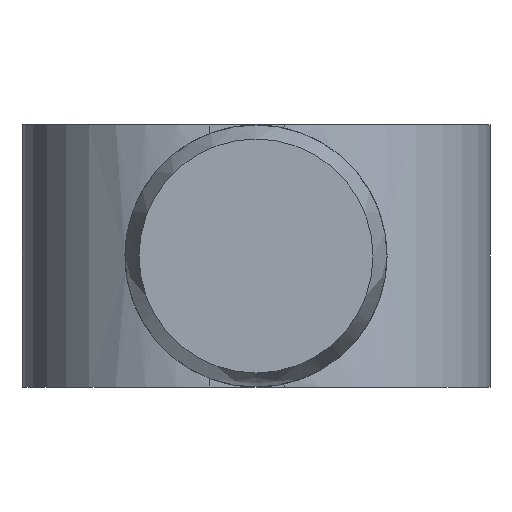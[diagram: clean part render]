
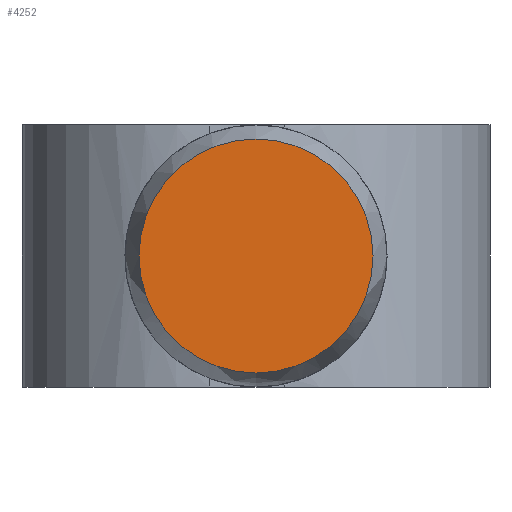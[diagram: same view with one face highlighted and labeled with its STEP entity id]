
A CAD part, left-side view. The second image highlights one B-rep face of the part: STEP entity #4252.
In plain terms, the highlighted planar face has unit normal (-1, 0, 0).
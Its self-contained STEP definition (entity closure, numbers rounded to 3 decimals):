
#1170=PLANE($,#4509);
#1329=FACE_OUTER_BOUND($,#1575,.T.);
#1575=EDGE_LOOP($,(#2967));
#1845=CIRCLE($,#4501,6.25);
#1869=VERTEX_POINT($,#5372);
#2305=EDGE_CURVE($,#1869,#1869,#1845,.T.);
#2967=ORIENTED_EDGE($,*,*,#2305,.F.);
#4252=ADVANCED_FACE($,(#1329),#1170,.F.);
#4501=AXIS2_PLACEMENT_3D($,#5373,#4665,#4666);
#4509=AXIS2_PLACEMENT_3D($,#5456,#4681,#4682);
#4665=DIRECTION('center_axis',(1.,0.,0.));
#4666=DIRECTION('ref_axis',(0.,0.,-1.));
#4681=DIRECTION('center_axis',(1.,0.,0.));
#4682=DIRECTION('ref_axis',(0.,0.,-1.));
#5372=CARTESIAN_POINT('',(-118.5,0.,6.25));
#5373=CARTESIAN_POINT('Origin',(-118.5,0.,0.));
#5456=CARTESIAN_POINT('Origin',(-118.5,0.,0.));
